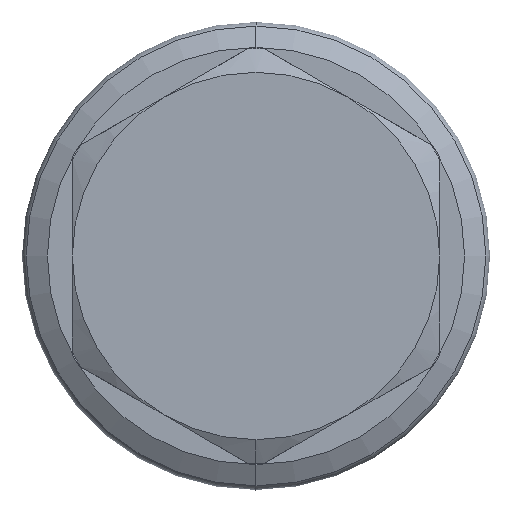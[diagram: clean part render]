
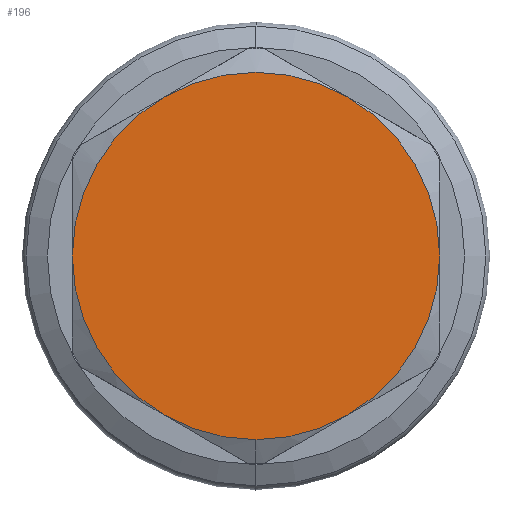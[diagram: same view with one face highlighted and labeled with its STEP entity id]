
A CAD part, left-side view. The second image highlights one B-rep face of the part: STEP entity #196.
In plain terms, the highlighted planar face has unit normal (-1, 0, 0).
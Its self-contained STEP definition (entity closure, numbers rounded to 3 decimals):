
#196 = ADVANCED_FACE ( 'NONE', ( #4099 ), #2711, .F. ) ;
#360 = DIRECTION ( 'NONE',  ( -1., 0., 0. ) ) ;
#551 = EDGE_CURVE ( 'NONE', #2371, #3862, #6475, .T. ) ;
#608 = DIRECTION ( 'NONE',  ( -1., 0., 0. ) ) ;
#648 = DIRECTION ( 'NONE',  ( 0., 0., -1. ) ) ;
#805 = EDGE_CURVE ( 'NONE', #2952, #4021, #1395, .T. ) ;
#896 = CARTESIAN_POINT ( 'NONE',  ( 0., 0., 0. ) ) ;
#908 = AXIS2_PLACEMENT_3D ( 'NONE', #896, #360, #1421 ) ;
#1015 = EDGE_CURVE ( 'NONE', #3524, #4140, #2307, .T. ) ;
#1046 = CARTESIAN_POINT ( 'NONE',  ( 0., 7.925, -13.727 ) ) ;
#1056 = CARTESIAN_POINT ( 'NONE',  ( 0., 0., 0. ) ) ;
#1058 = ORIENTED_EDGE ( 'NONE', *, *, #1015, .T. ) ;
#1314 = CARTESIAN_POINT ( 'NONE',  ( 0., 15.85, 0. ) ) ;
#1389 = CIRCLE ( 'NONE', #6610, 15.85 ) ;
#1395 = CIRCLE ( 'NONE', #3540, 15.85 ) ;
#1421 = DIRECTION ( 'NONE',  ( 0., 0., 1. ) ) ;
#1434 = CARTESIAN_POINT ( 'NONE',  ( 0., 0., 0. ) ) ;
#1549 = EDGE_CURVE ( 'NONE', #4021, #2371, #2794, .T. ) ;
#1650 = DIRECTION ( 'NONE',  ( 1., 0., 0. ) ) ;
#1668 = EDGE_CURVE ( 'NONE', #4140, #2033, #1389, .T. ) ;
#1847 = CARTESIAN_POINT ( 'NONE',  ( 0., -7.925, -13.727 ) ) ;
#2033 = VERTEX_POINT ( 'NONE', #6305 ) ;
#2307 = CIRCLE ( 'NONE', #908, 15.85 ) ;
#2371 = VERTEX_POINT ( 'NONE', #1046 ) ;
#2399 = DIRECTION ( 'NONE',  ( -1., 0., 0. ) ) ;
#2456 = ORIENTED_EDGE ( 'NONE', *, *, #551, .T. ) ;
#2619 = DIRECTION ( 'NONE',  ( -1., 0., 0. ) ) ;
#2711 = PLANE ( 'NONE',  #4377 ) ;
#2794 = CIRCLE ( 'NONE', #3747, 15.85 ) ;
#2882 = DIRECTION ( 'NONE',  ( 0., 0., 1. ) ) ;
#2892 = CARTESIAN_POINT ( 'NONE',  ( 0., 0., -15.85 ) ) ;
#2952 = VERTEX_POINT ( 'NONE', #4117 ) ;
#3205 = ORIENTED_EDGE ( 'NONE', *, *, #3919, .T. ) ;
#3212 = DIRECTION ( 'NONE',  ( 0., 0., 1. ) ) ;
#3258 = CARTESIAN_POINT ( 'NONE',  ( 0., -15.85, -9.151 ) ) ;
#3524 = VERTEX_POINT ( 'NONE', #1847 ) ;
#3540 = AXIS2_PLACEMENT_3D ( 'NONE', #1434, #6174, #4635 ) ;
#3557 = ORIENTED_EDGE ( 'NONE', *, *, #4607, .T. ) ;
#3747 = AXIS2_PLACEMENT_3D ( 'NONE', #1056, #6407, #3212 ) ;
#3810 = CARTESIAN_POINT ( 'NONE',  ( 0., 0., 0. ) ) ;
#3853 = CIRCLE ( 'NONE', #6203, 15.85 ) ;
#3862 = VERTEX_POINT ( 'NONE', #2892 ) ;
#3919 = EDGE_CURVE ( 'NONE', #3862, #3524, #4443, .T. ) ;
#4021 = VERTEX_POINT ( 'NONE', #1314 ) ;
#4030 = ORIENTED_EDGE ( 'NONE', *, *, #805, .T. ) ;
#4099 = FACE_OUTER_BOUND ( 'NONE', #4778, .T. ) ;
#4117 = CARTESIAN_POINT ( 'NONE',  ( 0., 7.925, 13.727 ) ) ;
#4140 = VERTEX_POINT ( 'NONE', #5683 ) ;
#4218 = DIRECTION ( 'NONE',  ( 0., 0., 1. ) ) ;
#4319 = DIRECTION ( 'NONE',  ( 0., 0., 1. ) ) ;
#4330 = DIRECTION ( 'NONE',  ( 0., 0., 1. ) ) ;
#4337 = ORIENTED_EDGE ( 'NONE', *, *, #1668, .T. ) ;
#4355 = DIRECTION ( 'NONE',  ( -1., 0., 0. ) ) ;
#4377 = AXIS2_PLACEMENT_3D ( 'NONE', #3258, #1650, #648 ) ;
#4443 = CIRCLE ( 'NONE', #4940, 15.85 ) ;
#4607 = EDGE_CURVE ( 'NONE', #2033, #2952, #3853, .T. ) ;
#4635 = DIRECTION ( 'NONE',  ( 0., 0., 1. ) ) ;
#4652 = AXIS2_PLACEMENT_3D ( 'NONE', #3810, #608, #4319 ) ;
#4729 = ORIENTED_EDGE ( 'NONE', *, *, #1549, .T. ) ;
#4778 = EDGE_LOOP ( 'NONE', ( #4729, #2456, #3205, #1058, #4337, #3557, #4030 ) ) ;
#4940 = AXIS2_PLACEMENT_3D ( 'NONE', #5974, #4355, #4330 ) ;
#5286 = CARTESIAN_POINT ( 'NONE',  ( 0., 0., 0. ) ) ;
#5683 = CARTESIAN_POINT ( 'NONE',  ( 0., -15.85, 0. ) ) ;
#5974 = CARTESIAN_POINT ( 'NONE',  ( 0., 0., 0. ) ) ;
#6082 = CARTESIAN_POINT ( 'NONE',  ( 0., 0., 0. ) ) ;
#6174 = DIRECTION ( 'NONE',  ( -1., 0., 0. ) ) ;
#6203 = AXIS2_PLACEMENT_3D ( 'NONE', #6082, #2399, #2882 ) ;
#6305 = CARTESIAN_POINT ( 'NONE',  ( 0., -7.925, 13.727 ) ) ;
#6407 = DIRECTION ( 'NONE',  ( -1., 0., 0. ) ) ;
#6475 = CIRCLE ( 'NONE', #4652, 15.85 ) ;
#6610 = AXIS2_PLACEMENT_3D ( 'NONE', #5286, #2619, #4218 ) ;
